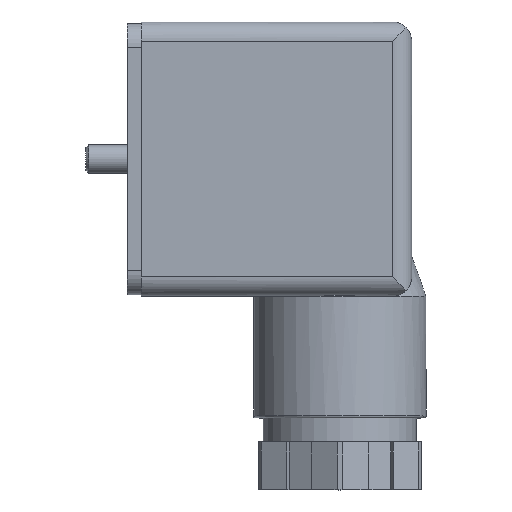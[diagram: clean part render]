
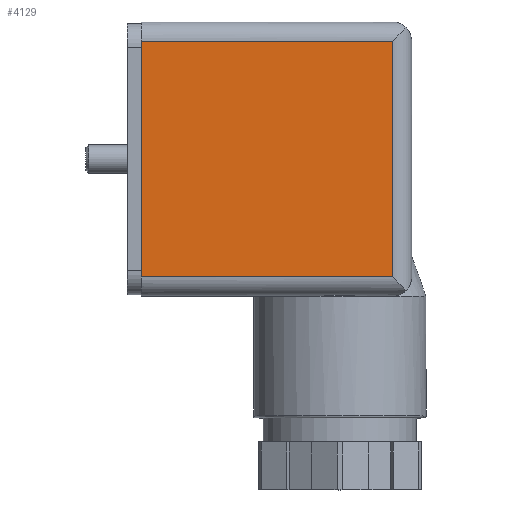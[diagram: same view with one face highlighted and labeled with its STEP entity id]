
A CAD part, top view. The second image highlights one B-rep face of the part: STEP entity #4129.
In plain terms, the highlighted planar face has unit normal (0, 0, 1).
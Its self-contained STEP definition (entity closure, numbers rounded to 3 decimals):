
#313=ORIENTED_EDGE('',*,*,#1167,.T.);
#314=ORIENTED_EDGE('',*,*,#1162,.T.);
#315=ORIENTED_EDGE('',*,*,#1148,.F.);
#316=ORIENTED_EDGE('',*,*,#1168,.T.);
#1148=EDGE_CURVE('',#1569,#1570,#1843,.T.);
#1162=EDGE_CURVE('',#1581,#1570,#1849,.T.);
#1167=EDGE_CURVE('',#1585,#1581,#1852,.T.);
#1168=EDGE_CURVE('',#1569,#1585,#1853,.F.);
#1569=VERTEX_POINT('',#5650);
#1570=VERTEX_POINT('',#5652);
#1581=VERTEX_POINT('',#5683);
#1585=VERTEX_POINT('',#5693);
#1843=LINE('',#5651,#2161);
#1849=LINE('',#5682,#2167);
#1852=LINE('',#5692,#2170);
#1853=LINE('',#5694,#2171);
#2161=VECTOR('',#4713,1000.);
#2167=VECTOR('',#4737,1000.);
#2170=VECTOR('',#4746,1000.);
#2171=VECTOR('',#4747,1000.);
#2444=EDGE_LOOP('',(#313,#314,#315,#316));
#2637=FACE_BOUND('',#2444,.T.);
#2819=PLANE('',#4338);
#4129=ADVANCED_FACE('',(#2637),#2819,.T.);
#4338=AXIS2_PLACEMENT_3D('',#5691,#4744,#4745);
#4713=DIRECTION('',(-1.,0.,0.));
#4737=DIRECTION('',(0.,-1.,0.));
#4744=DIRECTION('',(0.,0.,1.));
#4745=DIRECTION('',(1.,0.,0.));
#4746=DIRECTION('',(-1.,0.,0.));
#4747=DIRECTION('',(0.,-1.,0.));
#5650=CARTESIAN_POINT('',(5.5,-12.3,10.4));
#5651=CARTESIAN_POINT('',(9.3,-12.3,10.4));
#5652=CARTESIAN_POINT('',(-20.7,-12.3,10.4));
#5682=CARTESIAN_POINT('',(-20.7,14.3,10.4));
#5683=CARTESIAN_POINT('',(-20.7,12.3,10.4));
#5691=CARTESIAN_POINT('',(5.5,-12.3,10.4));
#5692=CARTESIAN_POINT('',(9.3,12.3,10.4));
#5693=CARTESIAN_POINT('',(5.5,12.3,10.4));
#5694=CARTESIAN_POINT('',(5.5,27.,10.4));
